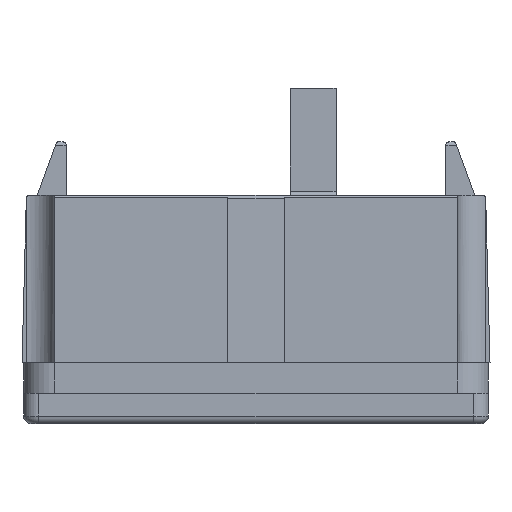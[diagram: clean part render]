
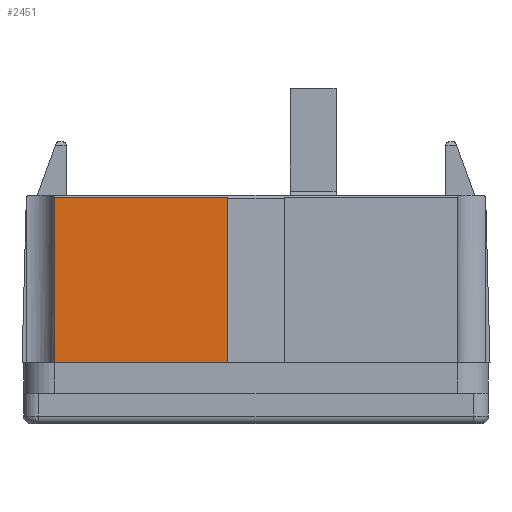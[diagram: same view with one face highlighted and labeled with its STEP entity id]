
A CAD part, left-side view. The second image highlights one B-rep face of the part: STEP entity #2451.
In plain terms, the highlighted planar face has unit normal (-1, 0, 0).
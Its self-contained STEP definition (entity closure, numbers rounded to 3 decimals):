
#80 = LINE ( 'NONE', #3940, #7347 ) ;
#190 = VECTOR ( 'NONE', #1396, 1000. ) ;
#535 = VECTOR ( 'NONE', #6911, 1000. ) ;
#969 = ORIENTED_EDGE ( 'NONE', *, *, #1311, .T. ) ;
#1032 = CARTESIAN_POINT ( 'NONE',  ( -30.3, 13.25, 14.844 ) ) ;
#1311 = EDGE_CURVE ( 'NONE', #1770, #6043, #6955, .T. ) ;
#1396 = DIRECTION ( 'NONE',  ( 0., 1., 0. ) ) ;
#1496 = VERTEX_POINT ( 'NONE', #7167 ) ;
#1540 = LINE ( 'NONE', #2587, #190 ) ;
#1710 = LINE ( 'NONE', #1804, #535 ) ;
#1720 = ORIENTED_EDGE ( 'NONE', *, *, #3984, .T. ) ;
#1770 = VERTEX_POINT ( 'NONE', #2766 ) ;
#1804 = CARTESIAN_POINT ( 'NONE',  ( -30.3, 13.25, 15. ) ) ;
#2066 = CARTESIAN_POINT ( 'NONE',  ( -30.3, 1.85, 4. ) ) ;
#2165 = EDGE_LOOP ( 'NONE', ( #7187, #4438, #1720, #969 ) ) ;
#2209 = DIRECTION ( 'NONE',  ( 0., 0., -1. ) ) ;
#2451 = ADVANCED_FACE ( 'NONE', ( #5136 ), #4788, .F. ) ;
#2587 = CARTESIAN_POINT ( 'NONE',  ( -30.3, 1.85, 14.844 ) ) ;
#2766 = CARTESIAN_POINT ( 'NONE',  ( -30.3, 13.25, 4. ) ) ;
#2841 = CARTESIAN_POINT ( 'NONE',  ( -30.3, 13.25, 4. ) ) ;
#3057 = EDGE_CURVE ( 'NONE', #1496, #6310, #1540, .T. ) ;
#3099 = DIRECTION ( 'NONE',  ( 1., 0., 0. ) ) ;
#3545 = VECTOR ( 'NONE', #4252, 1000. ) ;
#3940 = CARTESIAN_POINT ( 'NONE',  ( -30.3, 1.85, 4. ) ) ;
#3984 = EDGE_CURVE ( 'NONE', #6310, #1770, #1710, .T. ) ;
#4252 = DIRECTION ( 'NONE',  ( 0., -1., 0. ) ) ;
#4438 = ORIENTED_EDGE ( 'NONE', *, *, #3057, .T. ) ;
#4788 = PLANE ( 'NONE',  #5281 ) ;
#4834 = CARTESIAN_POINT ( 'NONE',  ( -30.3, 13.25, 15. ) ) ;
#5136 = FACE_OUTER_BOUND ( 'NONE', #2165, .T. ) ;
#5281 = AXIS2_PLACEMENT_3D ( 'NONE', #4834, #3099, #7085 ) ;
#6043 = VERTEX_POINT ( 'NONE', #2066 ) ;
#6310 = VERTEX_POINT ( 'NONE', #1032 ) ;
#6911 = DIRECTION ( 'NONE',  ( 0., 0., -1. ) ) ;
#6955 = LINE ( 'NONE', #2841, #3545 ) ;
#7085 = DIRECTION ( 'NONE',  ( 0., 0., -1. ) ) ;
#7167 = CARTESIAN_POINT ( 'NONE',  ( -30.3, 1.85, 14.844 ) ) ;
#7176 = EDGE_CURVE ( 'NONE', #1496, #6043, #80, .T. ) ;
#7187 = ORIENTED_EDGE ( 'NONE', *, *, #7176, .F. ) ;
#7347 = VECTOR ( 'NONE', #2209, 1000. ) ;
